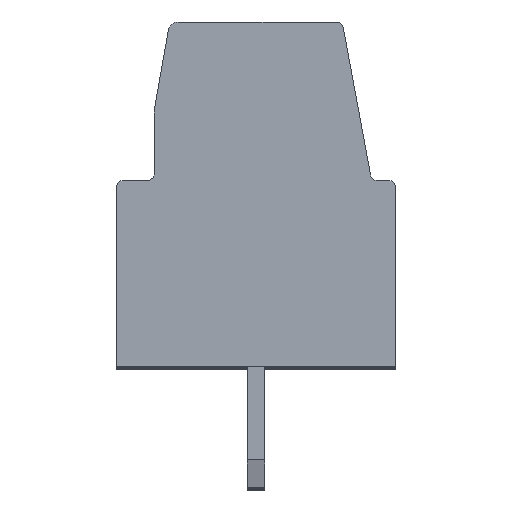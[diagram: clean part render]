
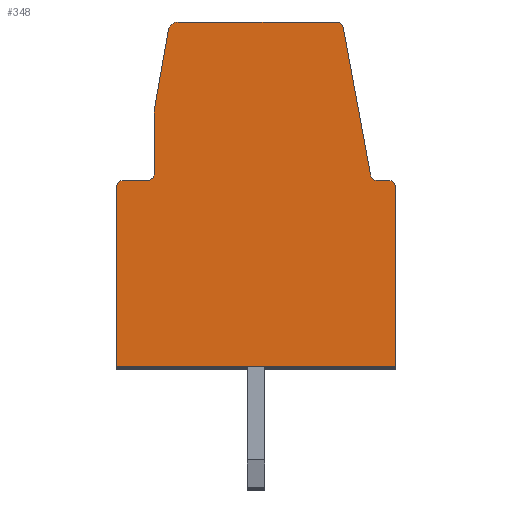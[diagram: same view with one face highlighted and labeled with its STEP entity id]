
A CAD part, top view. The second image highlights one B-rep face of the part: STEP entity #348.
In plain terms, the highlighted planar face has unit normal (0, 0, 1).
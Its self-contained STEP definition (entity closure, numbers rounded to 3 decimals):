
#348 = ADVANCED_FACE( '', ( #793 ), #794, .F. );
#793 = FACE_OUTER_BOUND( '', #1367, .T. );
#794 = PLANE( '', #1368 );
#1367 = EDGE_LOOP( '', ( #2150, #2151, #2152, #2153, #2154, #2155, #2156, #2157, #2158, #2159, #2160, #2161, #2162, #2163, #2164 ) );
#1368 = AXIS2_PLACEMENT_3D( '', #2165, #2166, #2167 );
#2150 = ORIENTED_EDGE( '', *, *, #3826, .T. );
#2151 = ORIENTED_EDGE( '', *, *, #3669, .T. );
#2152 = ORIENTED_EDGE( '', *, *, #3827, .F. );
#2153 = ORIENTED_EDGE( '', *, *, #3828, .T. );
#2154 = ORIENTED_EDGE( '', *, *, #3829, .T. );
#2155 = ORIENTED_EDGE( '', *, *, #3830, .T. );
#2156 = ORIENTED_EDGE( '', *, *, #3831, .T. );
#2157 = ORIENTED_EDGE( '', *, *, #3677, .T. );
#2158 = ORIENTED_EDGE( '', *, *, #3832, .F. );
#2159 = ORIENTED_EDGE( '', *, *, #3833, .T. );
#2160 = ORIENTED_EDGE( '', *, *, #3834, .F. );
#2161 = ORIENTED_EDGE( '', *, *, #3702, .T. );
#2162 = ORIENTED_EDGE( '', *, *, #3835, .T. );
#2163 = ORIENTED_EDGE( '', *, *, #3836, .T. );
#2164 = ORIENTED_EDGE( '', *, *, #3837, .F. );
#2165 = CARTESIAN_POINT( '', ( 0.81, -4.4, 0. ) );
#2166 = DIRECTION( '', ( 0., 0., -1. ) );
#2167 = DIRECTION( '', ( 0., 1., 0. ) );
#3669 = EDGE_CURVE( '', #4418, #4416, #4419, .T. );
#3677 = EDGE_CURVE( '', #4433, #4431, #4434, .T. );
#3702 = EDGE_CURVE( '', #4477, #4475, #4478, .T. );
#3826 = EDGE_CURVE( '', #4698, #4418, #4699, .T. );
#3827 = EDGE_CURVE( '', #4700, #4416, #4701, .T. );
#3828 = EDGE_CURVE( '', #4700, #4702, #4703, .T. );
#3829 = EDGE_CURVE( '', #4702, #4704, #4705, .T. );
#3830 = EDGE_CURVE( '', #4704, #4706, #4707, .T. );
#3831 = EDGE_CURVE( '', #4706, #4433, #4708, .T. );
#3832 = EDGE_CURVE( '', #4709, #4431, #4710, .T. );
#3833 = EDGE_CURVE( '', #4709, #4711, #4712, .T. );
#3834 = EDGE_CURVE( '', #4477, #4711, #4713, .T. );
#3835 = EDGE_CURVE( '', #4475, #4714, #4715, .T. );
#3836 = EDGE_CURVE( '', #4714, #4716, #4717, .T. );
#3837 = EDGE_CURVE( '', #4698, #4716, #4718, .T. );
#4416 = VERTEX_POINT( '', #5497 );
#4418 = VERTEX_POINT( '', #5500 );
#4419 = LINE( '', #5501, #5502 );
#4431 = VERTEX_POINT( '', #5519 );
#4433 = VERTEX_POINT( '', #5522 );
#4434 = LINE( '', #5523, #5524 );
#4475 = VERTEX_POINT( '', #5579 );
#4477 = VERTEX_POINT( '', #5582 );
#4478 = LINE( '', #5583, #5584 );
#4698 = VERTEX_POINT( '', #5894 );
#4699 = LINE( '', #5895, #5896 );
#4700 = VERTEX_POINT( '', #5897 );
#4701 = CIRCLE( '', #5898, 0.2 );
#4702 = VERTEX_POINT( '', #5899 );
#4703 = LINE( '', #5900, #5901 );
#4704 = VERTEX_POINT( '', #5902 );
#4705 = CIRCLE( '', #5903, 0.2 );
#4706 = VERTEX_POINT( '', #5904 );
#4707 = LINE( '', #5905, #5906 );
#4708 = LINE( '', #5907, #5908 );
#4709 = VERTEX_POINT( '', #5909 );
#4710 = CIRCLE( '', #5910, 0.2 );
#4711 = VERTEX_POINT( '', #5911 );
#4712 = LINE( '', #5912, #5913 );
#4713 = CIRCLE( '', #5914, 0.2 );
#4714 = VERTEX_POINT( '', #5915 );
#4715 = CIRCLE( '', #5916, 0.2 );
#4716 = VERTEX_POINT( '', #5917 );
#4717 = LINE( '', #5918, #5919 );
#4718 = CIRCLE( '', #5920, 0.3 );
#5497 = CARTESIAN_POINT( '', ( -7., 5.6, 0. ) );
#5500 = CARTESIAN_POINT( '', ( -7., 7.448, 0. ) );
#5501 = CARTESIAN_POINT( '', ( -7., -18.438, 0. ) );
#5502 = VECTOR( '', #6903, 1000. );
#5519 = CARTESIAN_POINT( '', ( 0., 5.2, 0. ) );
#5522 = CARTESIAN_POINT( '', ( 0., 0., 0. ) );
#5523 = CARTESIAN_POINT( '', ( 0., -18.438, 0. ) );
#5524 = VECTOR( '', #6910, 1000. );
#5579 = CARTESIAN_POINT( '', ( -1.52, 9.836, 0. ) );
#5582 = CARTESIAN_POINT( '', ( -0.728, 5.564, 0. ) );
#5583 = CARTESIAN_POINT( '', ( 3.721, -18.438, 0. ) );
#5584 = VECTOR( '', #6938, 1000. );
#5894 = CARTESIAN_POINT( '', ( -6.594, 9.752, 0. ) );
#5895 = CARTESIAN_POINT( '', ( -11.564, -18.438, 0. ) );
#5896 = VECTOR( '', #7077, 1000. );
#5897 = CARTESIAN_POINT( '', ( -7.2, 5.4, 0. ) );
#5898 = AXIS2_PLACEMENT_3D( '', #7078, #7079, #7080 );
#5899 = CARTESIAN_POINT( '', ( -7.9, 5.4, 0. ) );
#5900 = CARTESIAN_POINT( '', ( -16.414, 5.4, 0. ) );
#5901 = VECTOR( '', #7081, 1000. );
#5902 = CARTESIAN_POINT( '', ( -8.1, 5.2, 0. ) );
#5903 = AXIS2_PLACEMENT_3D( '', #7082, #7083, #7084 );
#5904 = CARTESIAN_POINT( '', ( -8.1, 0., 0. ) );
#5905 = CARTESIAN_POINT( '', ( -8.1, -18.438, 0. ) );
#5906 = VECTOR( '', #7085, 1000. );
#5907 = CARTESIAN_POINT( '', ( -16.414, 0., 0. ) );
#5908 = VECTOR( '', #7086, 1000. );
#5909 = CARTESIAN_POINT( '', ( -0.2, 5.4, 0. ) );
#5910 = AXIS2_PLACEMENT_3D( '', #7087, #7088, #7089 );
#5911 = CARTESIAN_POINT( '', ( -0.531, 5.4, 0. ) );
#5912 = CARTESIAN_POINT( '', ( -16.414, 5.4, 0. ) );
#5913 = VECTOR( '', #7090, 1000. );
#5914 = AXIS2_PLACEMENT_3D( '', #7091, #7092, #7093 );
#5915 = CARTESIAN_POINT( '', ( -1.716, 10., 0. ) );
#5916 = AXIS2_PLACEMENT_3D( '', #7094, #7095, #7096 );
#5917 = CARTESIAN_POINT( '', ( -6.298, 10., 0. ) );
#5918 = CARTESIAN_POINT( '', ( -16.414, 10., 0. ) );
#5919 = VECTOR( '', #7097, 1000. );
#5920 = AXIS2_PLACEMENT_3D( '', #7098, #7099, #7100 );
#6903 = DIRECTION( '', ( 0., -1., 0. ) );
#6910 = DIRECTION( '', ( 0., 1., 0. ) );
#6938 = DIRECTION( '', ( -0.182, 0.983, 0. ) );
#7077 = DIRECTION( '', ( -0.174, -0.985, 0. ) );
#7078 = CARTESIAN_POINT( '', ( -7.2, 5.6, 0. ) );
#7079 = DIRECTION( '', ( 0., 0., 1. ) );
#7080 = DIRECTION( '', ( 1., 0., 0. ) );
#7081 = DIRECTION( '', ( -1., 0., 0. ) );
#7082 = CARTESIAN_POINT( '', ( -7.9, 5.2, 0. ) );
#7083 = DIRECTION( '', ( 0., 0., 1. ) );
#7084 = DIRECTION( '', ( 1., 0., 0. ) );
#7085 = DIRECTION( '', ( 0., -1., 0. ) );
#7086 = DIRECTION( '', ( 1., 0., 0. ) );
#7087 = CARTESIAN_POINT( '', ( -0.2, 5.2, 0. ) );
#7088 = DIRECTION( '', ( 0., 0., -1. ) );
#7089 = DIRECTION( '', ( -1., 0., 0. ) );
#7090 = DIRECTION( '', ( -1., 0., 0. ) );
#7091 = CARTESIAN_POINT( '', ( -0.531, 5.6, 0. ) );
#7092 = DIRECTION( '', ( 0., 0., 1. ) );
#7093 = DIRECTION( '', ( 1., 0., 0. ) );
#7094 = CARTESIAN_POINT( '', ( -1.716, 9.8, 0. ) );
#7095 = DIRECTION( '', ( 0., 0., 1. ) );
#7096 = DIRECTION( '', ( 1., 0., 0. ) );
#7097 = DIRECTION( '', ( -1., 0., 0. ) );
#7098 = CARTESIAN_POINT( '', ( -6.298, 9.7, 0. ) );
#7099 = DIRECTION( '', ( 0., 0., -1. ) );
#7100 = DIRECTION( '', ( -1., 0., 0. ) );
